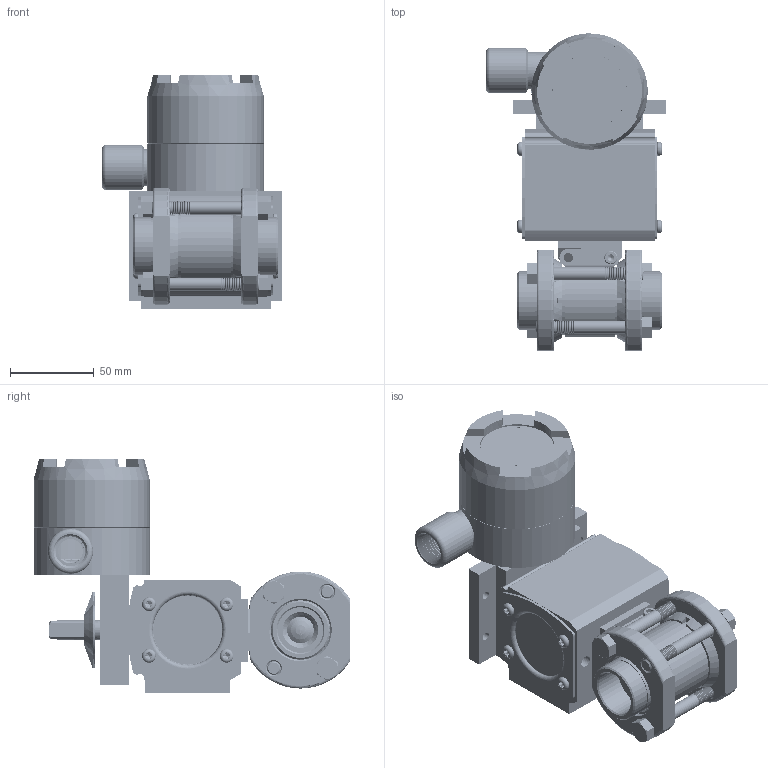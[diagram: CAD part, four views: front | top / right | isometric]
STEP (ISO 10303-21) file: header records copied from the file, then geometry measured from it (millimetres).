
FILE_DESCRIPTION (( 'STEP AP203' ), '1' );
FILE_NAME ('26XXSWSA512DLS.step', '2018-09-05T12:11:11', ( '' ), ( '' ), 'SwSTEP 2.0', 'SolidWorks 2018', '' );
FILE_SCHEMA (( 'CONFIG_CONTROL_DESIGN' ));
Length unit declared in the file: inch
Products named in the file (1): 26XXSWSA512DLS
Bounding box: 107.71 x 189.17 x 140.21 mm (x, y, z)
Volume: 597118.3 mm3; surface area: 231432.3 mm2
Topology: 41 solids, 41 shells, 3621 faces, 9534 edges, 5971 vertices
Faces by surface type: cylinder 1671, cone 1124, plane 580, torus 137, bspline 107, sphere 2
Entity records: 148405 total; most frequent: CARTESIAN_POINT 62077, ORIENTED_EDGE 18796, DIRECTION 18146, EDGE_CURVE 9398, AXIS2_PLACEMENT_3D 7295, VERTEX_POINT 5967, EDGE_LOOP 3863, CIRCLE 3780
